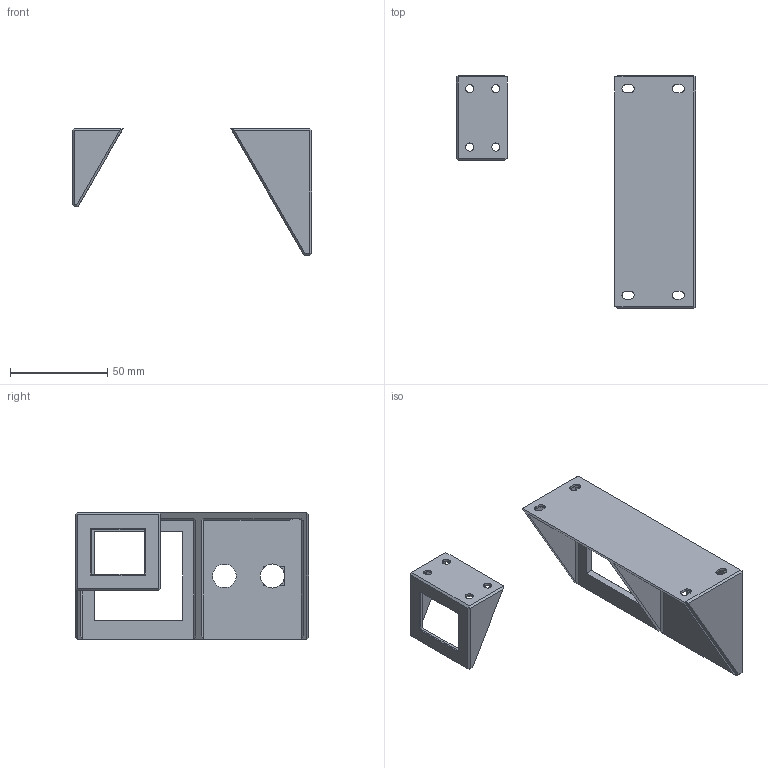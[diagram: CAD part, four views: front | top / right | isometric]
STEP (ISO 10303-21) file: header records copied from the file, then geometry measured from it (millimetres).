
FILE_DESCRIPTION(/* description */ (''),/* implementation_level */ '2;1');
FILE_NAME(/* name */ 'PID Panel Mount_v14.step',/* time_stamp */ '2020-09-23T17:57:46-07:00',/* author */ (''),/* organization */ (''),/* preprocessor_version */ 'ST-DEVELOPER v18.1',/* originating_system */ 'Autodesk Translation Framework v9.3.0.1241',/* authorisation */ '');
FILE_SCHEMA (('AUTOMOTIVE_DESIGN { 1 0 10303 214 3 1 1 }'));
Length unit declared in the file: millimetre
Products named in the file (3): PID Panel Mount; Front Panel; IEC Mount
Assembly tree (2 placements, depth 2):
  PID Panel Mount
    Front Panel
    IEC Mount
Bounding box: 123 x 120 x 65 mm (x, y, z)
Volume: 52576.9 mm3; surface area: 34900.5 mm2
Topology: 2 solids, 2 shells, 236 faces, 612 edges, 382 vertices
Faces by surface type: plane 167, bspline 36, cylinder 19, cone 14
Full cylindrical faces by diameter (mm): 4 x1, 4.2 x4, 12.1 x1, 12.4 x1
Entity records: 7481 total; most frequent: CARTESIAN_POINT 1931, ORIENTED_EDGE 1224, DIRECTION 978, EDGE_CURVE 612, LINE 436, VECTOR 436, VERTEX_POINT 382, AXIS2_PLACEMENT_3D 271
